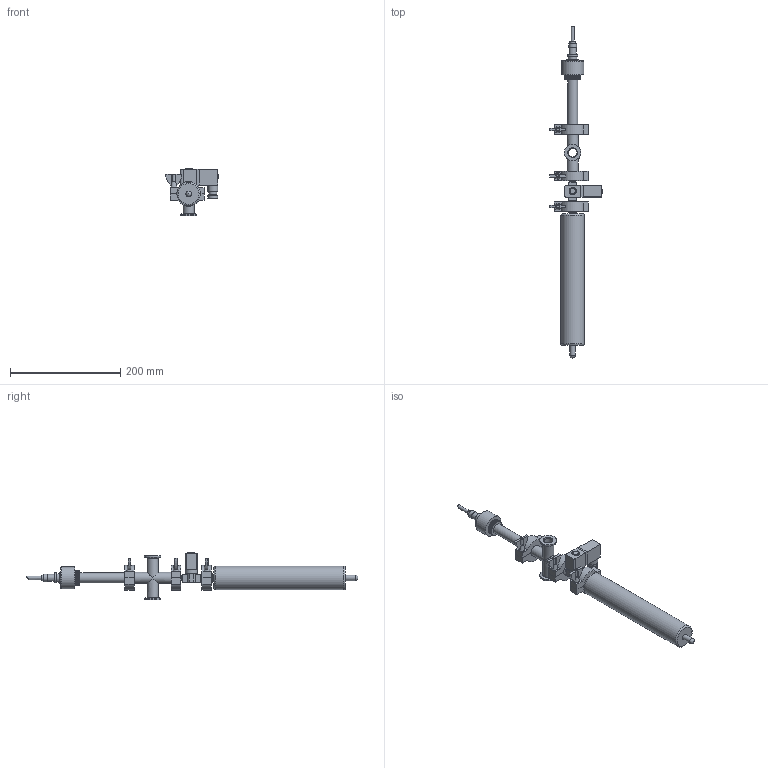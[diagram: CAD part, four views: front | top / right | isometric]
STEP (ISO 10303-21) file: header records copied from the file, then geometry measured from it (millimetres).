
FILE_DESCRIPTION((''),'2;1');
FILE_NAME('Test Port Unit_E-7Pam3-s.stp','2015-06-29T11:52:46',('UJ23342'),(''),'Autodesk Inventor 2010','Autodesk Inventor 2010','');
FILE_SCHEMA(('CONFIG_CONTROL_DESIGN'));
Length unit declared in the file: millimetre
Products named in the file (1): Test Port Unit_E-7Pam3-s
Bounding box: 95.1 x 601.65 x 86.85 mm (x, y, z)
Volume: 569727.3 mm3; surface area: 127202.4 mm2
Topology: 15 solids, 15 shells, 543 faces, 1385 edges, 902 vertices
Faces by surface type: plane 333, cylinder 169, cone 25, torus 11, bspline 4, sphere 1
Full cylindrical faces by diameter (mm): 3.242 x2, 5 x3, 6 x1, 6.5 x2, 7 x1, 8 x1, 10 x5, 12.5 x1, 13 x1, 14 x1, 15 x2, 15.5 x1, 16 x7, 17 x6, 17.2 x8, 18 x4, 20 x4, 22 x7, 23 x1, 30 x8, 36 x3, 40 x1, 42.7 x1
Entity records: 16261 total; most frequent: CARTESIAN_POINT 3052, DIRECTION 2860, ORIENTED_EDGE 2498, EDGE_CURVE 1249, AXIS2_PLACEMENT_3D 1091, VERTEX_POINT 877, EDGE_LOOP 714, VECTOR 678
